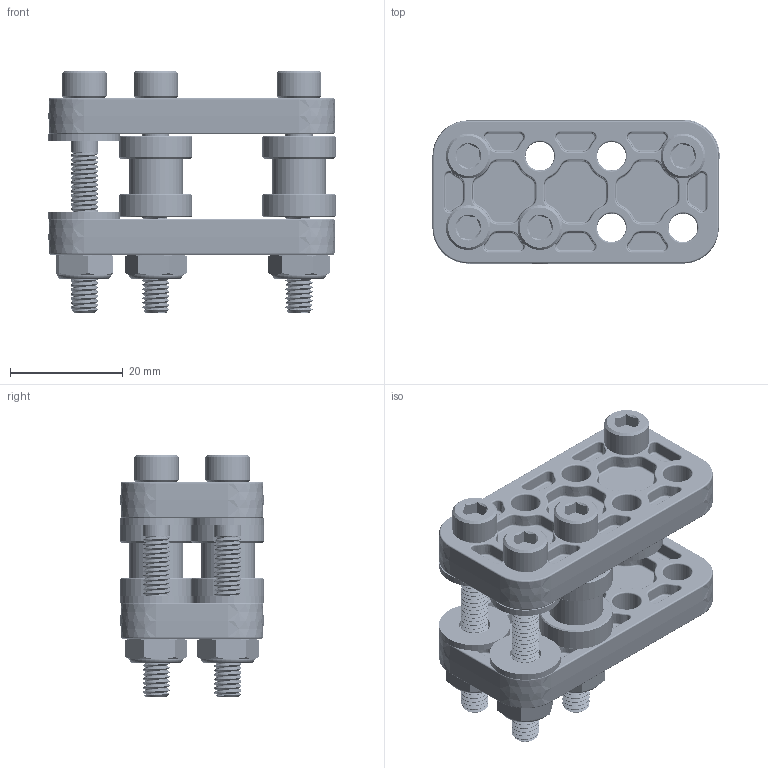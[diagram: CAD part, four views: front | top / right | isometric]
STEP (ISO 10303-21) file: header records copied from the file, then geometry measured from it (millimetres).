
FILE_DESCRIPTION (( 'STEP AP214' ), '1' );
FILE_NAME ('am-5519 Robits Cog Drive Assembly Bearing Assembly).STEP', '2024-09-05T13:26:17', ( '' ), ( '' ), 'SwSTEP 2.0', 'SolidWorks 2024', '' );
FILE_SCHEMA (( 'AUTOMOTIVE_DESIGN' ));
Length unit declared in the file: inch
Products named in the file (7): am-1014 10-32 x 1500 SHCS_am-1014 10-32 x 1500 SHCS; am-5519 Robits Cog Drive Assembly Bearing Assembly); am-5006_2x4 RoBits 2x4 Plate; am-1026 #10 Flat Washer_am-1026 #10 Flat Washer; am-4724 5 mm ID 13 mm OD Shielded Bearing_am-4724 5mm ID 13mm OD Shielded Radial Bearing; am-1063 10-32 Nylock Jam Nut_am-1063 10-32 Nylock Jam Nut; am-1700 0.194 ID 0.375 OD 0.250 Long Nylon Spacer
Assembly tree (20 placements, depth 2):
  am-5519 Robits Cog Drive Assembly Bearing Assembly)
    am-1026 #10 Flat Washer_am-1026 #10 Flat Washer  x4
    am-1014 10-32 x 1500 SHCS_am-1014 10-32 x 1500 SHCS  x4
    am-1063 10-32 Nylock Jam Nut_am-1063 10-32 Nylock Jam Nut  x4
    am-5006_2x4 RoBits 2x4 Plate  x2
    am-4724 5 mm ID 13 mm OD Shielded Bearing_am-4724 5mm ID 13mm OD Shielded Radial Bearing  x4
    am-1700 0.194 ID 0.375 OD 0.250 Long Nylon Spacer  x2
Bounding box: 50.93 x 25.66 x 42.93 mm (x, y, z)
Volume: 16631.8 mm3; surface area: 21892.8 mm2
Topology: 84 solids, 84 shells, 2664 faces, 6252 edges, 3720 vertices
Faces by surface type: torus 848, cylinder 768, cone 628, plane 312, sphere 96, bspline 12
Entity records: 38009 total; most frequent: CARTESIAN_POINT 12853, DIRECTION 5913, ORIENTED_EDGE 4860, AXIS2_PLACEMENT_3D 2611, EDGE_CURVE 2430, CIRCLE 1516, VERTEX_POINT 1425, EDGE_LOOP 1133
